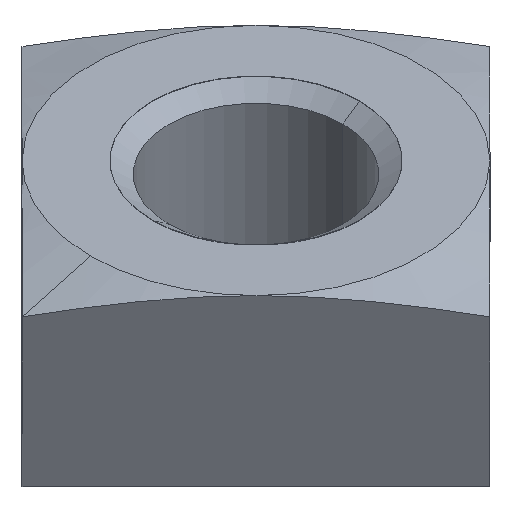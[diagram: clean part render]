
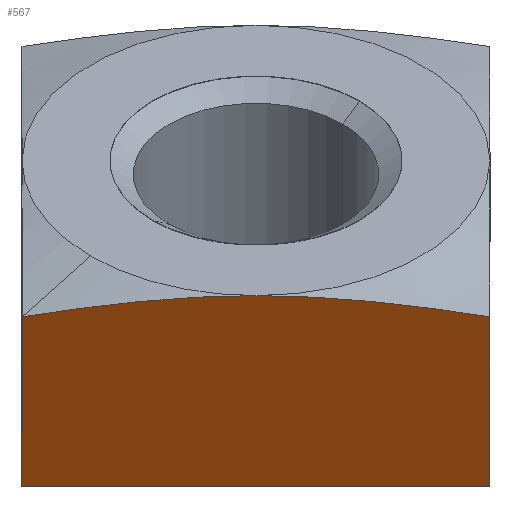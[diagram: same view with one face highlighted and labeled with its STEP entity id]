
A CAD part, isometric view. The second image highlights one B-rep face of the part: STEP entity #567.
In plain terms, the highlighted planar face has unit normal (-0.707, -0.707, 0).
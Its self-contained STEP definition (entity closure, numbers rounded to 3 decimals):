
#15 = EDGE_CURVE ( 'NONE', #378, #213, #118, .T. ) ;
#26 = ORIENTED_EDGE ( 'NONE', *, *, #473, .F. ) ;
#32 = CARTESIAN_POINT ( 'NONE',  ( -1.879, -3.777, 0. ) ) ;
#33 = DIRECTION ( 'NONE',  ( 0.707, -0.707, 0. ) ) ;
#39 = CARTESIAN_POINT ( 'NONE',  ( -2.828, -2.828, 0. ) ) ;
#53 = EDGE_CURVE ( 'NONE', #363, #254, #595, .T. ) ;
#70 = VECTOR ( 'NONE', #85, 1000. ) ;
#85 = DIRECTION ( 'NONE',  ( 0., 0., 1. ) ) ;
#88 = PLANE ( 'NONE',  #100 ) ;
#100 = AXIS2_PLACEMENT_3D ( 'NONE', #277, #144, #33 ) ;
#108 = ORIENTED_EDGE ( 'NONE', *, *, #53, .T. ) ;
#118 = LINE ( 'NONE', #220, #573 ) ;
#129 = LINE ( 'NONE', #486, #524 ) ;
#133 = CARTESIAN_POINT ( 'NONE',  ( 0., -5.657, -4. ) ) ;
#141 = CARTESIAN_POINT ( 'NONE',  ( -3.773, -1.884, -0.047 ) ) ;
#142 = CARTESIAN_POINT ( 'NONE',  ( -2.828, -2.828, 0. ) ) ;
#144 = DIRECTION ( 'NONE',  ( -0.707, -0.707, 0. ) ) ;
#145 = EDGE_CURVE ( 'NONE', #213, #363, #387, .T. ) ;
#150 = ORIENTED_EDGE ( 'NONE', *, *, #145, .T. ) ;
#155 = CARTESIAN_POINT ( 'NONE',  ( -2.828, -2.828, 0. ) ) ;
#193 = VERTEX_POINT ( 'NONE', #348 ) ;
#210 = CARTESIAN_POINT ( 'NONE',  ( 0., -5.657, -0.444 ) ) ;
#213 = VERTEX_POINT ( 'NONE', #652 ) ;
#220 = CARTESIAN_POINT ( 'NONE',  ( -5.657, 0., -4. ) ) ;
#254 = VERTEX_POINT ( 'NONE', #155 ) ;
#277 = CARTESIAN_POINT ( 'NONE',  ( -5.657, 0., -4. ) ) ;
#314 = CARTESIAN_POINT ( 'NONE',  ( -5.657, 0., -4. ) ) ;
#337 = CARTESIAN_POINT ( 'NONE',  ( -0.938, -4.718, -0.192 ) ) ;
#338 = CARTESIAN_POINT ( 'NONE',  ( -4.719, -0.938, -0.207 ) ) ;
#348 = CARTESIAN_POINT ( 'NONE',  ( -5.657, 0., -0.444 ) ) ;
#349 = EDGE_LOOP ( 'NONE', ( #150, #108, #360, #26, #507 ) ) ;
#360 = ORIENTED_EDGE ( 'NONE', *, *, #548, .T. ) ;
#363 = VERTEX_POINT ( 'NONE', #210 ) ;
#378 = VERTEX_POINT ( 'NONE', #314 ) ;
#382 = DIRECTION ( 'NONE',  ( 0., 0., 1. ) ) ;
#387 = LINE ( 'NONE', #133, #70 ) ;
#431 = CARTESIAN_POINT ( 'NONE',  ( -5.657, 0., -0.444 ) ) ;
#473 = EDGE_CURVE ( 'NONE', #378, #193, #129, .T. ) ;
#486 = CARTESIAN_POINT ( 'NONE',  ( -5.657, 0., -4. ) ) ;
#507 = ORIENTED_EDGE ( 'NONE', *, *, #15, .T. ) ;
#524 = VECTOR ( 'NONE', #382, 1000. ) ;
#530 = CARTESIAN_POINT ( 'NONE',  ( -5.189, -0.468, -0.319 ) ) ;
#535 = CARTESIAN_POINT ( 'NONE',  ( 0., -5.657, -0.444 ) ) ;
#548 = EDGE_CURVE ( 'NONE', #254, #193, #579, .T. ) ;
#567 = ADVANCED_FACE ( 'NONE', ( #581 ), #88, .T. ) ;
#573 = VECTOR ( 'NONE', #619, 1000. ) ;
#579 = B_SPLINE_CURVE_WITH_KNOTS ( 'NONE', 3,
 ( #39, #593, #141, #338, #530, #431 ),
 .UNSPECIFIED., .F., .F.,
 ( 4, 2, 4 ),
 ( 0.004, 0.006, 0.008 ),
 .UNSPECIFIED. ) ;
#581 = FACE_OUTER_BOUND ( 'NONE', #349, .T. ) ;
#593 = CARTESIAN_POINT ( 'NONE',  ( -3.299, -2.358, 0. ) ) ;
#595 = B_SPLINE_CURVE_WITH_KNOTS ( 'NONE', 3,
 ( #535, #337, #32, #142 ),
 .UNSPECIFIED., .F., .F.,
 ( 4, 4 ),
 ( 0., 0.004 ),
 .UNSPECIFIED. ) ;
#619 = DIRECTION ( 'NONE',  ( 0.707, -0.707, 0. ) ) ;
#652 = CARTESIAN_POINT ( 'NONE',  ( 0., -5.657, -4. ) ) ;
